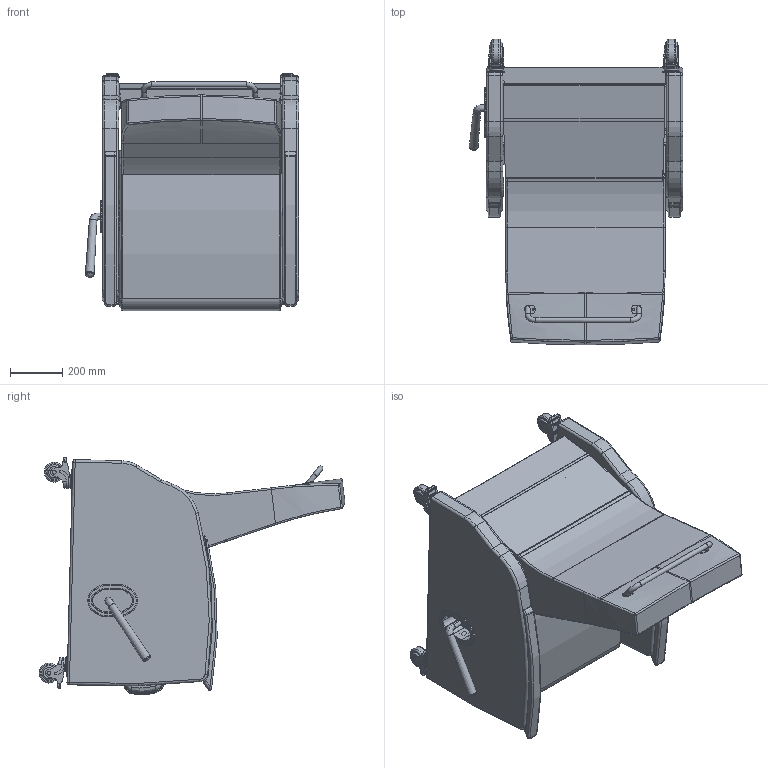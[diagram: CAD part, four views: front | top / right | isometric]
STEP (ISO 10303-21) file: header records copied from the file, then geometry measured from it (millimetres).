
FILE_DESCRIPTION(/* description */ (''),/* implementation_level */ '2;1');
FILE_NAME(/* name */ 'EC4117J.stp',/* time_stamp */ '2017-09-13T07:29:28-04:00',/* author */ ('emehringer'),/* organization */ (''),/* preprocessor_version */ 'ST-DEVELOPER v16.5',/* originating_system */ 'Autodesk Inventor 2017',/* authorisation */ '');
FILE_SCHEMA (('AUTOMOTIVE_DESIGN { 1 0 10303 214 3 1 1 }'));
Products named in the file (28): EC4117U-W-J; EV7070 UBACK; 4000 UKP; ULSEAT 4000C; EC4017 UKO; EV7070 UBACK FLAP; BEZEL-1; E3010 FARM L; E3010 FARM R; CAST COL 4inSLB; _NG-03AMP-125-TL-TP01_fork; _TP01_Next Generation Series_0; _NG-03QDP-125-SW-TP01_rivet; _NG-03AMP-125-TL-TP01_wheel_core; _NG-03AMP-125-TL-TP01_wheel_tread; _NG-03AMP-125-TL-TP01_wheel_guard; _NG-03AMP-125-TL-TP01_wheel_tguard; _NG-03AMP-125-TL-TP01_cap; EV7000 MAC BLK; PUSH BAR 17.625; PUSH BAR 17.625_1; PUSH BAR 17.625 right side; UCHAISE 4000; CABLE LEVER; 7000-2 CON PLT; HDL 3000 BLK; HDL 3000 BLKPLASTIC; HDL 3000 BLK METAL
Assembly tree (32 placements, depth 3):
  EC4117U-W-J
    EV7070 UBACK
    4000 UKP
    ULSEAT 4000C
    EC4017 UKO
    EV7070 UBACK FLAP
    BEZEL-1
    E3010 FARM L
    E3010 FARM R
    CAST COL 4inSLB  x4
      _NG-03AMP-125-TL-TP01_fork
      _TP01_Next Generation Series_0
      _NG-03QDP-125-SW-TP01_rivet
      _NG-03AMP-125-TL-TP01_wheel_core
      _NG-03AMP-125-TL-TP01_wheel_tread
      _NG-03AMP-125-TL-TP01_wheel_guard
      _NG-03AMP-125-TL-TP01_wheel_tguard
      _NG-03AMP-125-TL-TP01_cap
    EV7000 MAC BLK  x2
    PUSH BAR 17.625
      PUSH BAR 17.625_1
      PUSH BAR 17.625 right side
    UCHAISE 4000
    CABLE LEVER
    7000-2 CON PLT
    HDL 3000 BLK
      HDL 3000 BLKPLASTIC
      HDL 3000 BLK METAL
Bounding box: 817.32 x 1171.18 x 908.37 mm (x, y, z)
Volume: 182122601.2 mm3; surface area: 7271971.9 mm2
Topology: 54 solids, 64 shells, 1534 faces, 3608 edges, 2232 vertices
Faces by surface type: cylinder 665, plane 515, torus 193, bspline 108, sphere 35, cone 18
Full cylindrical faces by diameter (mm): 5.556 x4, 5.953 x1, 6.35 x8, 7.938 x2, 9.525 x2, 11.989 x4, 14.877 x4, 15.062 x4, 15.24 x8, 19.05 x3, 19.075 x4, 25.4 x4, 31.75 x1, 38.049 x4, 44.298 x4, 52.273 x4, 55.372 x8, 57.15 x8, 76.2 x4
Entity records: 42992 total; most frequent: CARTESIAN_POINT 20338, DIRECTION 4884, ORIENTED_EDGE 4282, EDGE_CURVE 2141, AXIS2_PLACEMENT_3D 1979, VERTEX_POINT 1320, EDGE_LOOP 1075, CIRCLE 983
